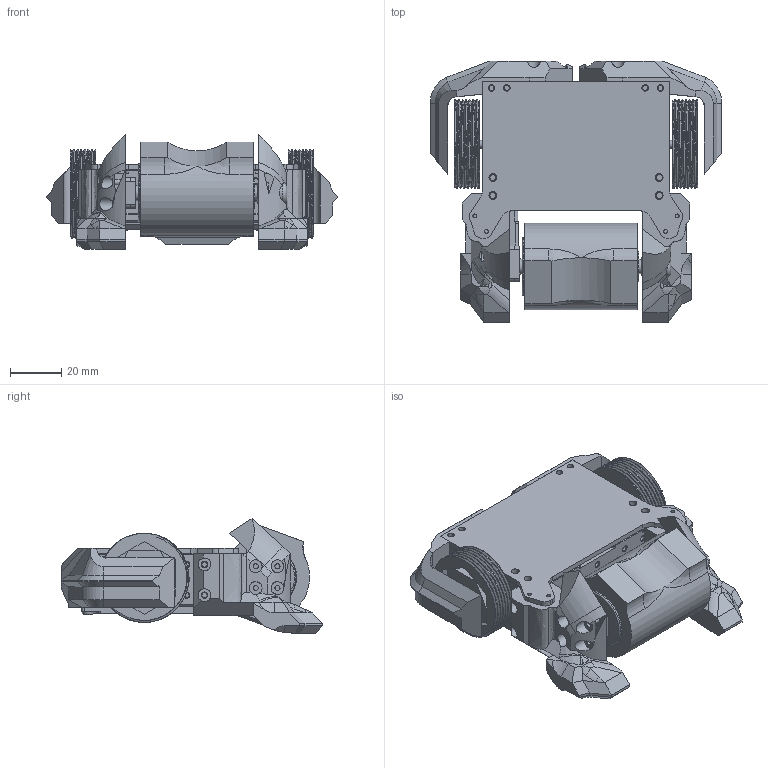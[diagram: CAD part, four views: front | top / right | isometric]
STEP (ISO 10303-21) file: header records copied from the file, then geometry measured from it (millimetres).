
FILE_DESCRIPTION(/* description */ (''),/* implementation_level */ '2;1');
FILE_NAME(/* name */ '',/* time_stamp */ '2024-02-21T11:11:56+08:00',/* author */ (''),/* organization */ (''),/* preprocessor_version */ 'ST-DEVELOPER v20',/* originating_system */ 'Autodesk Translation Framework v12.20.1.177',/* authorisation */ '');
FILE_SCHEMA (('AUTOMOTIVE_DESIGN { 1 0 10303 214 3 1 1 }'));
Length unit declared in the file: millimetre
Products named in the file (17): 小青蛙_; 主控器 (1); 主控器; 电机 v1; 无刷电机; 右护甲; 右护甲 (1); 轴承; 武器; 轮胎; 轮胎 (1); 盖板; 零部件14; 零部件17; 武器支撑; 右武器支撑; 左武器支撑
Assembly tree (16 placements, depth 3):
  小青蛙_
    主控器 (1)
      主控器
    电机 v1
      无刷电机
    右护甲
      右护甲 (1)
    轴承
    武器
    轮胎
    轮胎 (1)
    盖板
    零部件14
    零部件17
    武器支撑
      右武器支撑
      左武器支撑
Bounding box: 114 x 102.25 x 44.89 mm (x, y, z)
Volume: 185434.6 mm3; surface area: 65793.3 mm2
Topology: 13 solids, 15 shells, 1523 faces, 4015 edges, 2614 vertices
Faces by surface type: cylinder 665, plane 654, cone 143, bspline 45, sphere 8, torus 8
Full cylindrical faces by diameter (mm): 0.5 x15, 0.7 x4, 1.5 x8, 2 x18, 2.05 x45, 2.5 x18, 3 x10, 3.111 x28, 3.783 x7, 3.908 x30, 4 x2, 4.613 x7, 5 x12, 5.5 x1, 6 x2, 8 x2, 10 x1, 10.3 x1, 12 x1, 20 x1, 23 x1, 23.4 x1, 33.218 x12, 34.846 x12
Entity records: 95526 total; most frequent: CARTESIAN_POINT 56402, ORIENTED_EDGE 8006, DIRECTION 7977, EDGE_CURVE 4003, AXIS2_PLACEMENT_3D 2964, VERTEX_POINT 2614, LINE 2049, VECTOR 2049
